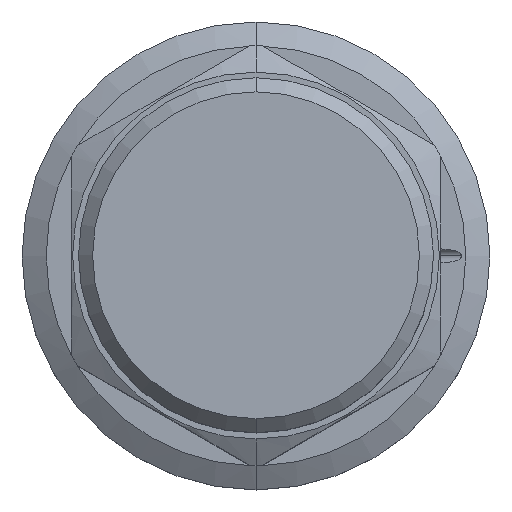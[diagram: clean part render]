
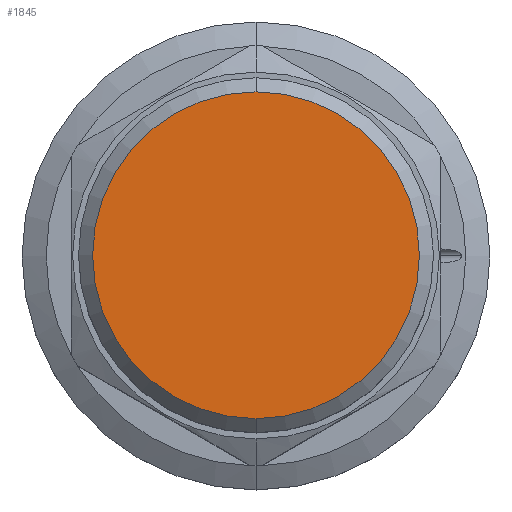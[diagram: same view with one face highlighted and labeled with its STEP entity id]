
A CAD part, top view. The second image highlights one B-rep face of the part: STEP entity #1845.
In plain terms, the highlighted planar face has unit normal (0, 0, 1).
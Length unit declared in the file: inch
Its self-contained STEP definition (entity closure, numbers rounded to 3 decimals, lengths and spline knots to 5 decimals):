
#364=CARTESIAN_POINT('',(0.,0.,5.126));
#365=DIRECTION('',(0.,0.,1.));
#366=DIRECTION('',(0.,-1.,0.));
#367=AXIS2_PLACEMENT_3D('',#364,#365,#366);
#382=CARTESIAN_POINT('',(0.,0.,5.126));
#383=DIRECTION('',(0.,0.,1.));
#384=DIRECTION('',(0.,1.,0.));
#385=AXIS2_PLACEMENT_3D('',#382,#383,#384);
#1195=CARTESIAN_POINT('',(0.,0.719,5.126));
#1196=CARTESIAN_POINT('',(0.,-0.719,5.126));
#1197=VERTEX_POINT('',#1195);
#1198=VERTEX_POINT('',#1196);
#1835=CARTESIAN_POINT('',(0.,0.,5.126));
#1836=DIRECTION('',(0.,0.,1.));
#1837=DIRECTION('',(0.,1.,0.));
#1838=AXIS2_PLACEMENT_3D('',#1835,#1836,#1837);
#1839=PLANE('',#1838);
#1840=ORIENTED_EDGE('',*,*,#1825,.F.);
#1842=ORIENTED_EDGE('',*,*,#1841,.F.);
#1843=EDGE_LOOP('',(#1840,#1842));
#1844=FACE_OUTER_BOUND('',#1843,.F.);
#1845=ADVANCED_FACE('',(#1844),#1839,.T.);
#368=CIRCLE('',#367,0.719);
#386=CIRCLE('',#385,0.719);
#1825=EDGE_CURVE('',#1198,#1197,#368,.T.);
#1841=EDGE_CURVE('',#1197,#1198,#386,.T.);
